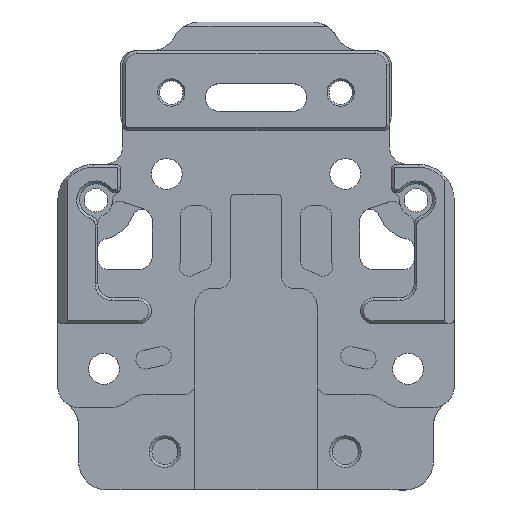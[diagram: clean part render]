
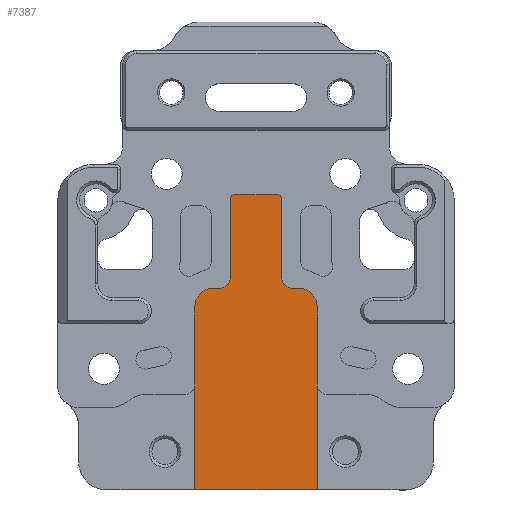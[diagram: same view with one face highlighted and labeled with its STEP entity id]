
A CAD part, top view. The second image highlights one B-rep face of the part: STEP entity #7387.
In plain terms, the highlighted planar face has unit normal (0, 0, 1).
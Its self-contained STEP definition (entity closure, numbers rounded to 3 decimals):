
#391=CIRCLE('',#8062,2.);
#392=CIRCLE('',#8064,2.);
#398=CIRCLE('',#8080,1.);
#399=CIRCLE('',#8082,1.);
#405=CIRCLE('',#8102,0.5);
#406=CIRCLE('',#8103,0.5);
#1072=FACE_OUTER_BOUND('',#1510,.T.);
#1510=EDGE_LOOP('',(#6704,#6705,#6706,#6707,#6708,#6709,#6710,#6711,#6712,
#6713,#6714,#6715,#6716,#6717));
#1908=LINE('',#12043,#2576);
#2146=LINE('',#12875,#2814);
#2149=LINE('',#12880,#2817);
#2157=LINE('',#12913,#2825);
#2159=LINE('',#12917,#2827);
#2172=LINE('',#12960,#2840);
#2174=LINE('',#12964,#2842);
#2175=LINE('',#12970,#2843);
#2576=VECTOR('',#9138,10.);
#2814=VECTOR('',#10024,10.);
#2817=VECTOR('',#10029,10.);
#2825=VECTOR('',#10071,10.);
#2827=VECTOR('',#10075,10.);
#2840=VECTOR('',#10130,10.);
#2842=VECTOR('',#10134,10.);
#2843=VECTOR('',#10141,10.);
#3264=VERTEX_POINT('',#12040);
#3265=VERTEX_POINT('',#12042);
#3521=VERTEX_POINT('',#12873);
#3522=VERTEX_POINT('',#12878);
#3523=VERTEX_POINT('',#12882);
#3524=VERTEX_POINT('',#12886);
#3530=VERTEX_POINT('',#12911);
#3531=VERTEX_POINT('',#12915);
#3532=VERTEX_POINT('',#12919);
#3533=VERTEX_POINT('',#12923);
#3540=VERTEX_POINT('',#12958);
#3541=VERTEX_POINT('',#12962);
#3542=VERTEX_POINT('',#12966);
#3543=VERTEX_POINT('',#12968);
#4152=EDGE_CURVE('',#3264,#3265,#1908,.F.);
#4564=EDGE_CURVE('',#3521,#3264,#2146,.T.);
#4567=EDGE_CURVE('',#3265,#3522,#2149,.T.);
#4568=EDGE_CURVE('',#3523,#3522,#391,.T.);
#4570=EDGE_CURVE('',#3521,#3524,#392,.T.);
#4582=EDGE_CURVE('',#3523,#3530,#2157,.T.);
#4584=EDGE_CURVE('',#3531,#3524,#2159,.T.);
#4586=EDGE_CURVE('',#3532,#3531,#398,.F.);
#4587=EDGE_CURVE('',#3530,#3533,#399,.F.);
#4604=EDGE_CURVE('',#3532,#3540,#2172,.T.);
#4606=EDGE_CURVE('',#3541,#3533,#2174,.T.);
#4607=EDGE_CURVE('',#3542,#3541,#405,.T.);
#4608=EDGE_CURVE('',#3540,#3543,#406,.T.);
#4609=EDGE_CURVE('',#3543,#3542,#2175,.F.);
#6704=ORIENTED_EDGE('',*,*,#4607,.T.);
#6705=ORIENTED_EDGE('',*,*,#4606,.T.);
#6706=ORIENTED_EDGE('',*,*,#4587,.F.);
#6707=ORIENTED_EDGE('',*,*,#4582,.F.);
#6708=ORIENTED_EDGE('',*,*,#4568,.T.);
#6709=ORIENTED_EDGE('',*,*,#4567,.F.);
#6710=ORIENTED_EDGE('',*,*,#4152,.F.);
#6711=ORIENTED_EDGE('',*,*,#4564,.F.);
#6712=ORIENTED_EDGE('',*,*,#4570,.T.);
#6713=ORIENTED_EDGE('',*,*,#4584,.F.);
#6714=ORIENTED_EDGE('',*,*,#4586,.F.);
#6715=ORIENTED_EDGE('',*,*,#4604,.T.);
#6716=ORIENTED_EDGE('',*,*,#4608,.T.);
#6717=ORIENTED_EDGE('',*,*,#4609,.T.);
#6995=PLANE('',#8101);
#7387=ADVANCED_FACE('',(#1072),#6995,.F.);
#8062=AXIS2_PLACEMENT_3D('',#12883,#10032,#10033);
#8064=AXIS2_PLACEMENT_3D('',#12887,#10037,#10038);
#8080=AXIS2_PLACEMENT_3D('',#12921,#10079,#10080);
#8082=AXIS2_PLACEMENT_3D('',#12924,#10083,#10084);
#8101=AXIS2_PLACEMENT_3D('',#12965,#10135,#10136);
#8102=AXIS2_PLACEMENT_3D('',#12967,#10137,#10138);
#8103=AXIS2_PLACEMENT_3D('',#12969,#10139,#10140);
#9138=DIRECTION('',(1.,0.,0.));
#10024=DIRECTION('',(0.,-1.,0.));
#10029=DIRECTION('',(0.,1.,0.));
#10032=DIRECTION('center_axis',(0.,0.,1.));
#10033=DIRECTION('ref_axis',(-0.707,0.707,0.));
#10037=DIRECTION('center_axis',(0.,0.,1.));
#10038=DIRECTION('ref_axis',(0.707,0.707,0.));
#10071=DIRECTION('',(1.,0.,0.));
#10075=DIRECTION('',(1.,0.,0.));
#10079=DIRECTION('center_axis',(0.,0.,-1.));
#10080=DIRECTION('ref_axis',(-0.707,-0.707,0.));
#10083=DIRECTION('center_axis',(0.,0.,-1.));
#10084=DIRECTION('ref_axis',(0.707,-0.707,0.));
#10130=DIRECTION('',(0.,1.,0.));
#10134=DIRECTION('',(0.,-1.,0.));
#10135=DIRECTION('center_axis',(0.,0.,-1.));
#10136=DIRECTION('ref_axis',(1.,0.,0.));
#10137=DIRECTION('center_axis',(0.,0.,1.));
#10138=DIRECTION('ref_axis',(-0.707,0.707,0.));
#10139=DIRECTION('center_axis',(0.,0.,1.));
#10140=DIRECTION('ref_axis',(0.707,0.707,0.));
#10141=DIRECTION('',(1.,0.,0.));
#12040=CARTESIAN_POINT('',(6.5,-3.28,-1.52));
#12042=CARTESIAN_POINT('',(-6.5,-3.28,-1.52));
#12043=CARTESIAN_POINT('',(9.425,-3.28,-1.52));
#12873=CARTESIAN_POINT('',(6.5,16.17,-1.52));
#12875=CARTESIAN_POINT('',(6.5,14.1,-1.52));
#12878=CARTESIAN_POINT('',(-6.5,16.17,-1.52));
#12880=CARTESIAN_POINT('',(-6.5,8.975,-1.52));
#12882=CARTESIAN_POINT('',(-4.5,18.17,-1.52));
#12883=CARTESIAN_POINT('Origin',(-4.5,16.17,-1.52));
#12886=CARTESIAN_POINT('',(4.5,18.17,-1.52));
#12887=CARTESIAN_POINT('Origin',(4.5,16.17,-1.52));
#12911=CARTESIAN_POINT('',(-3.75,18.17,-1.52));
#12913=CARTESIAN_POINT('',(-3.25,18.17,-1.52));
#12915=CARTESIAN_POINT('',(3.75,18.17,-1.52));
#12917=CARTESIAN_POINT('',(-3.25,18.17,-1.52));
#12919=CARTESIAN_POINT('',(2.75,19.17,-1.52));
#12921=CARTESIAN_POINT('Origin',(3.75,19.17,-1.52));
#12923=CARTESIAN_POINT('',(-2.75,19.17,-1.52));
#12924=CARTESIAN_POINT('Origin',(-3.75,19.17,-1.52));
#12958=CARTESIAN_POINT('',(2.75,27.6,-1.52));
#12960=CARTESIAN_POINT('',(2.75,20.95,-1.52));
#12962=CARTESIAN_POINT('',(-2.75,27.6,-1.52));
#12964=CARTESIAN_POINT('',(-2.75,24.35,-1.52));
#12965=CARTESIAN_POINT('Origin',(0.,21.3,-1.52));
#12966=CARTESIAN_POINT('',(-2.25,28.1,-1.52));
#12967=CARTESIAN_POINT('Origin',(-2.25,27.6,-1.52));
#12968=CARTESIAN_POINT('',(2.25,28.1,-1.52));
#12969=CARTESIAN_POINT('Origin',(2.25,27.6,-1.52));
#12970=CARTESIAN_POINT('',(1.375,28.1,-1.52));
